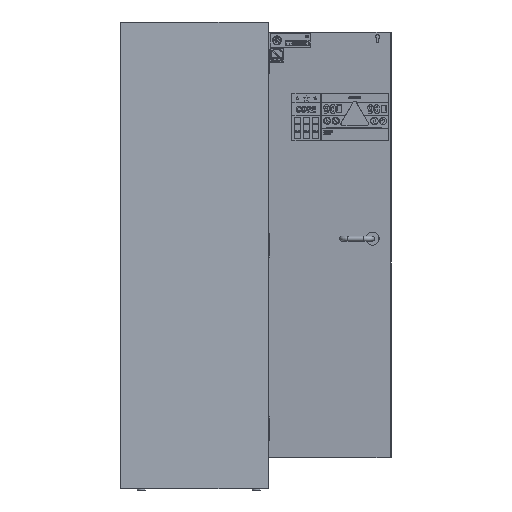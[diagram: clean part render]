
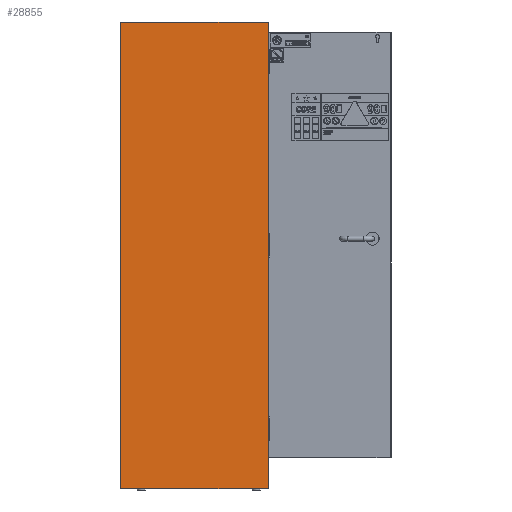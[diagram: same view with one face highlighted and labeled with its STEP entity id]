
A CAD part, left-side view. The second image highlights one B-rep face of the part: STEP entity #28855.
In plain terms, the highlighted planar face has unit normal (-1, 0, 0).
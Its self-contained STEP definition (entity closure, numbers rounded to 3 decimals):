
#1891=PLANE('',#30419);
#3306=FACE_OUTER_BOUND('',#4962,.T.);
#4962=EDGE_LOOP('',(#24938,#24939,#24940,#24941));
#7691=LINE('',#46747,#10723);
#7860=LINE('',#47144,#10892);
#7862=LINE('',#47148,#10894);
#7863=LINE('',#47149,#10895);
#10723=VECTOR('',#35731,10.);
#10892=VECTOR('',#36130,10.);
#10894=VECTOR('',#36134,10.);
#10895=VECTOR('',#36135,10.);
#13792=VERTEX_POINT('',#46744);
#13793=VERTEX_POINT('',#46746);
#13906=VERTEX_POINT('',#47143);
#13907=VERTEX_POINT('',#47147);
#17445=EDGE_CURVE('',#13792,#13793,#7691,.T.);
#17642=EDGE_CURVE('',#13793,#13906,#7860,.T.);
#17644=EDGE_CURVE('',#13907,#13792,#7862,.T.);
#17645=EDGE_CURVE('',#13906,#13907,#7863,.T.);
#24938=ORIENTED_EDGE('',*,*,#17445,.F.);
#24939=ORIENTED_EDGE('',*,*,#17644,.F.);
#24940=ORIENTED_EDGE('',*,*,#17645,.F.);
#24941=ORIENTED_EDGE('',*,*,#17642,.F.);
#28855=ADVANCED_FACE('',(#3306),#1891,.T.);
#30419=AXIS2_PLACEMENT_3D('',#47146,#36132,#36133);
#35731=DIRECTION('',(0.,0.,-1.));
#36130=DIRECTION('',(0.,1.,0.));
#36132=DIRECTION('center_axis',(-1.,0.,0.));
#36133=DIRECTION('ref_axis',(0.,-1.,0.));
#36134=DIRECTION('',(0.,-1.,0.));
#36135=DIRECTION('',(0.,0.,1.));
#46744=CARTESIAN_POINT('',(-299.88,-307.5,974.185));
#46746=CARTESIAN_POINT('',(-299.88,-307.5,-974.185));
#46747=CARTESIAN_POINT('',(-299.88,-307.5,0.));
#47143=CARTESIAN_POINT('',(-299.88,307.5,-974.185));
#47144=CARTESIAN_POINT('',(-299.88,307.5,-974.185));
#47146=CARTESIAN_POINT('Origin',(-299.88,307.5,0.));
#47147=CARTESIAN_POINT('',(-299.88,307.5,974.185));
#47148=CARTESIAN_POINT('',(-299.88,307.5,974.185));
#47149=CARTESIAN_POINT('',(-299.88,307.5,0.));
